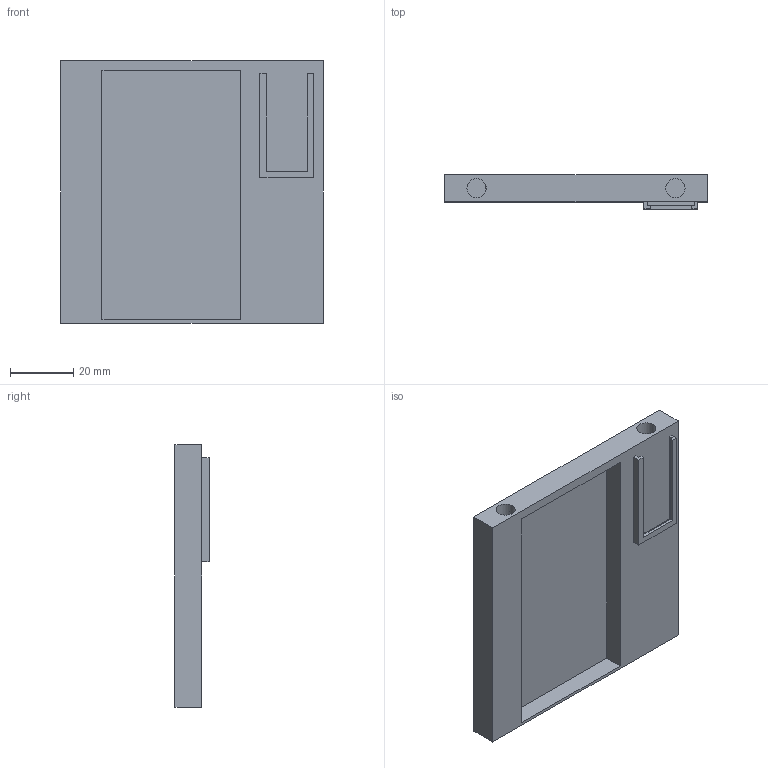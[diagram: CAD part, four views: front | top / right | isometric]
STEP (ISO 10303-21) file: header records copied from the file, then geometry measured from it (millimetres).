
FILE_DESCRIPTION(('STEP AP203'), '1');
FILE_NAME('櫻蠉錪3', '', ('UNSPECIFIED'), ('UNSPECIFIED'), 'C3D Converter', 'C3D Toolkit', '');
FILE_SCHEMA(('CONFIG_CONTROL_DESIGN'));
Length unit declared in the file: millimetre
Bounding box: 83 x 10.8 x 83 mm (x, y, z)
Volume: 36784.1 mm3; surface area: 19337.6 mm2
Topology: 1 solids, 1 shells, 32 faces, 84 edges, 56 vertices
Faces by surface type: plane 28, cylinder 4
Full cylindrical faces by diameter (mm): 6.1 x4
Entity records: 1008 total; most frequent: CARTESIAN_POINT 169, ORIENTED_EDGE 160, DIRECTION 158, EDGE_CURVE 80, LINE 68, VECTOR 68, VERTEX_POINT 56, AXIS2_PLACEMENT_3D 45
